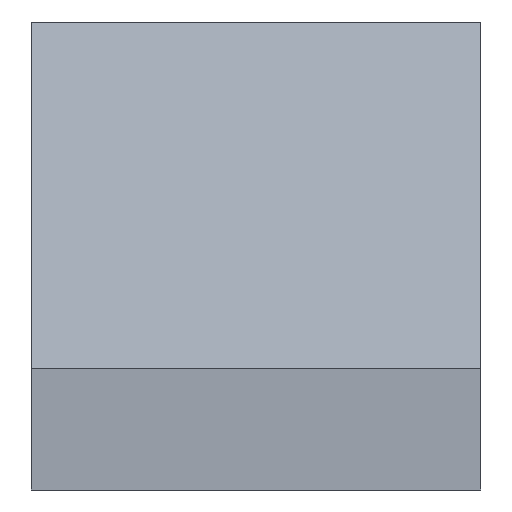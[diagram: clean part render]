
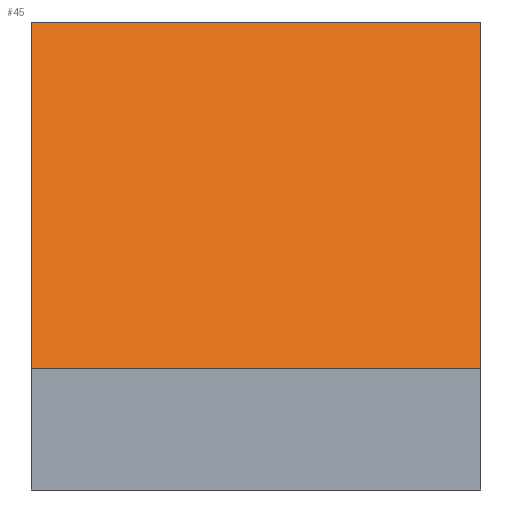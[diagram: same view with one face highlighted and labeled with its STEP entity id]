
A CAD part, front view. The second image highlights one B-rep face of the part: STEP entity #45.
In plain terms, the highlighted planar face has unit normal (0, -0.707, 0.707).
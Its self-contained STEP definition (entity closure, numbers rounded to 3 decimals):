
#45=ADVANCED_FACE('',(#88),#89,.T.);
#88=FACE_OUTER_BOUND('',#126,.T.);
#89=PLANE('',#127);
#126=EDGE_LOOP('',(#187,#188,#189,#190));
#127=AXIS2_PLACEMENT_3D('',#191,#192,#193);
#187=ORIENTED_EDGE('',*,*,#254,.F.);
#188=ORIENTED_EDGE('',*,*,#236,.F.);
#189=ORIENTED_EDGE('',*,*,#251,.F.);
#190=ORIENTED_EDGE('',*,*,#255,.F.);
#191=CARTESIAN_POINT('',(0.,-50.0,13.003));
#192=DIRECTION('',(0.,-0.707,0.707));
#193=DIRECTION('',(-1.0,0.,0.0));
#236=EDGE_CURVE('',#274,#276,#277,.T.);
#251=EDGE_CURVE('',#298,#274,#299,.T.);
#254=EDGE_CURVE('',#276,#302,#303,.T.);
#255=EDGE_CURVE('',#302,#298,#304,.T.);
#274=VERTEX_POINT('',#328);
#276=VERTEX_POINT('',#331);
#277=LINE('',#332,#333);
#298=VERTEX_POINT('',#364);
#299=LINE('',#365,#366);
#302=VERTEX_POINT('',#370);
#303=LINE('',#371,#372);
#304=LINE('',#373,#374);
#328=CARTESIAN_POINT('',(-24.0,-50.0,13.003));
#331=CARTESIAN_POINT('',(-24.0,-13.003,50.0));
#332=CARTESIAN_POINT('',(-24.0,-50.0,13.003));
#333=VECTOR('',#396,52.321);
#364=CARTESIAN_POINT('',(24.0,-50.0,13.003));
#365=CARTESIAN_POINT('',(24.0,-50.0,13.003));
#366=VECTOR('',#407,48.0);
#370=CARTESIAN_POINT('',(24.0,-13.003,50.0));
#371=CARTESIAN_POINT('',(-24.0,-13.003,50.0));
#372=VECTOR('',#409,48.0);
#373=CARTESIAN_POINT('',(24.0,-13.003,50.0));
#374=VECTOR('',#410,52.321);
#396=DIRECTION('',(0.,0.707,0.707));
#407=DIRECTION('',(-1.0,0.,0.));
#409=DIRECTION('',(1.0,0.,0.));
#410=DIRECTION('',(0.,-0.707,-0.707));
